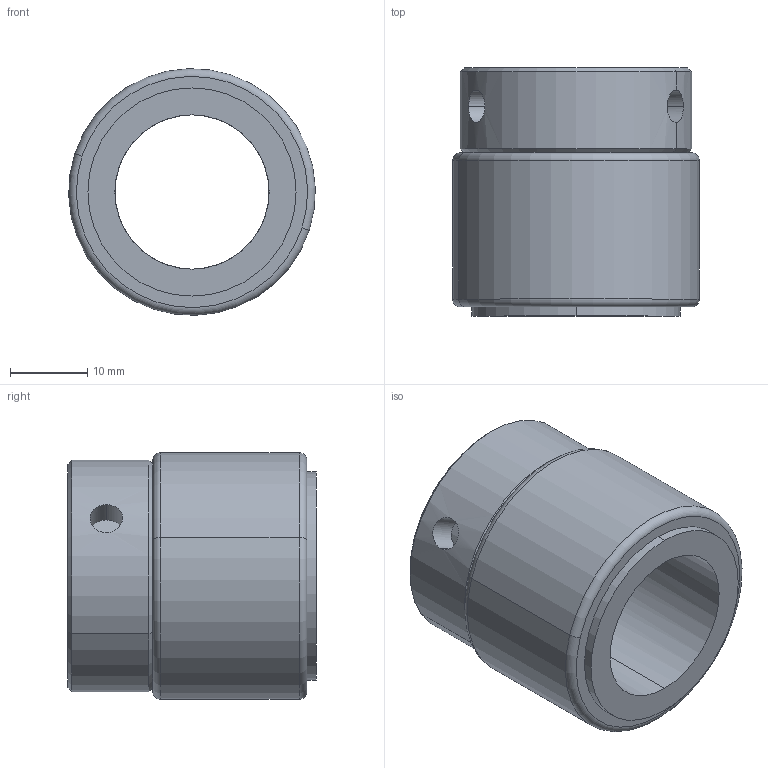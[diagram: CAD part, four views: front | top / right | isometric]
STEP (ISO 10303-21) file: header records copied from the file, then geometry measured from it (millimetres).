
FILE_DESCRIPTION (( 'STEP AP203' ), '1' );
FILE_NAME ('MAG-AM3220C-P08-ID20.STEP', '2020-09-02T02:30:46', ( '' ), ( '' ), 'SwSTEP 2.0', 'SolidWorks 2019', '' );
FILE_SCHEMA (( 'CONFIG_CONTROL_DESIGN' ));
Length unit declared in the file: millimetre
Products named in the file (4): MAG-AM3220C-P08-ID20; MAG-3220-磁圈; MAG-RAL-OD30-ID23-L11-M5 鋁束環; MAG-BSC-OD34-ID20-L33 磁性環襯套
Assembly tree (3 placements, depth 2):
  MAG-AM3220C-P08-ID20
    MAG-BSC-OD34-ID20-L33 磁性環襯套
    MAG-3220-磁圈
    MAG-RAL-OD30-ID23-L11-M5 鋁束環
Bounding box: 31.98 x 32.2 x 31.98 mm (x, y, z)
Volume: 13923.9 mm3; surface area: 11252.8 mm2
Topology: 3 solids, 3 shells, 74 faces, 197 edges, 128 vertices
Faces by surface type: plane 35, cylinder 29, cone 6, torus 4
Entity records: 2955 total; most frequent: CARTESIAN_POINT 633, DIRECTION 421, ORIENTED_EDGE 394, EDGE_CURVE 197, AXIS2_PLACEMENT_3D 156, VERTEX_POINT 128, LINE 109, VECTOR 109
